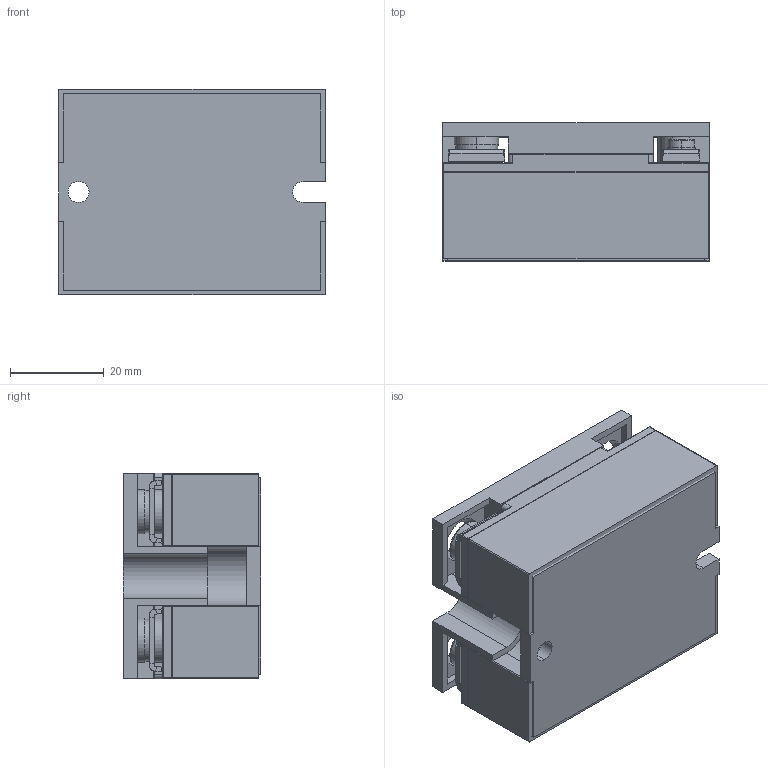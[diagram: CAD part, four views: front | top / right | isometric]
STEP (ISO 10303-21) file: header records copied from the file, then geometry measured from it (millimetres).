
FILE_DESCRIPTION (( 'STEP AP214' ), '1' );
FILE_NAME ('HD-ñáîðêà.STEP', '2020-01-21T09:13:10', ( 'managet2' ), ( '' ), 'SwSTEP 2.0', 'SolidWorks 2016', '' );
FILE_SCHEMA (( 'AUTOMOTIVE_DESIGN' ));
Length unit declared in the file: millimetre
Products named in the file (23): plain washer small grade a_din; pan head cross recess screw_din; ﾘ琺矜_ﾏ3; ﾘ琺矜_ﾏ5; HD-牮赅; HD-謥錼; HD-鼁闉罻; pan head cross recess screw_din_DIN EN ISO 7045 - M5 x 6 - Z - 6N; pan head cross recess screw_din_DIN EN ISO 7045 - M3 x 4 - Z - 4N; plain washer small grade a_din_Washer DIN 433 - 5.3; plain washer small grade a_din_Washer DIN 433 - 3.2
Assembly tree (14 placements, depth 2):
  plain washer small grade a_din
  pan head cross recess screw_din
  ﾘ琺矜_ﾏ3
  ﾘ琺矜_ﾏ3
  ﾘ琺矜_ﾏ5
Bounding box: 57 x 29.5 x 44 mm (x, y, z)
Volume: 62104.4 mm3; surface area: 29263.8 mm2
Topology: 20 solids, 20 shells, 792 faces, 2049 edges, 1293 vertices
Faces by surface type: plane 386, cylinder 279, cone 50, bspline 37, torus 22, sphere 18
Entity records: 31271 total; most frequent: CARTESIAN_POINT 15546, ORIENTED_EDGE 3284, DIRECTION 2849, EDGE_CURVE 1642, VERTEX_POINT 1043, AXIS2_PLACEMENT_3D 966, VECTOR 917, LINE 917
